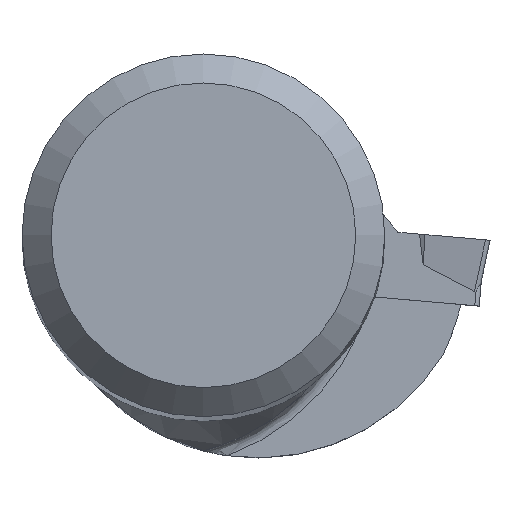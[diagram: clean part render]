
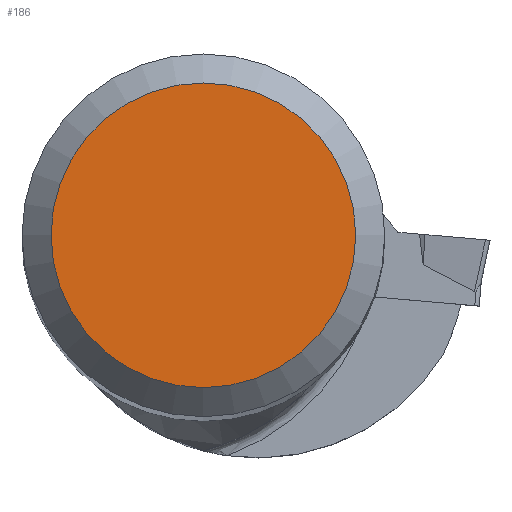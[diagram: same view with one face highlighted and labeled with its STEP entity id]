
A CAD part, top view. The second image highlights one B-rep face of the part: STEP entity #186.
In plain terms, the highlighted planar face has unit normal (0, 0, 1).
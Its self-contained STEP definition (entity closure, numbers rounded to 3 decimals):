
#159=CIRCLE('',#1331,10.5);
#186=ADVANCED_FACE('',(#276),#240,.F.);
#240=PLANE('',#1332);
#276=FACE_OUTER_BOUND('',#338,.T.);
#338=EDGE_LOOP('',(#541));
#541=ORIENTED_EDGE('',*,*,#964,.T.);
#833=VERTEX_POINT('',#1943);
#964=EDGE_CURVE('',#833,#833,#159,.T.);
#1331=AXIS2_PLACEMENT_3D('',#1942,#1491,#1492);
#1332=AXIS2_PLACEMENT_3D('',#1944,#1493,#1494);
#1491=DIRECTION('',(0.,0.,1.));
#1492=DIRECTION('',(0.,1.,0.));
#1493=DIRECTION('',(0.,0.,-1.));
#1494=DIRECTION('',(0.,1.,0.));
#1942=CARTESIAN_POINT('',(0.,0.,0.));
#1943=CARTESIAN_POINT('',(0.,10.5,0.));
#1944=CARTESIAN_POINT('',(0.,0.,0.));
